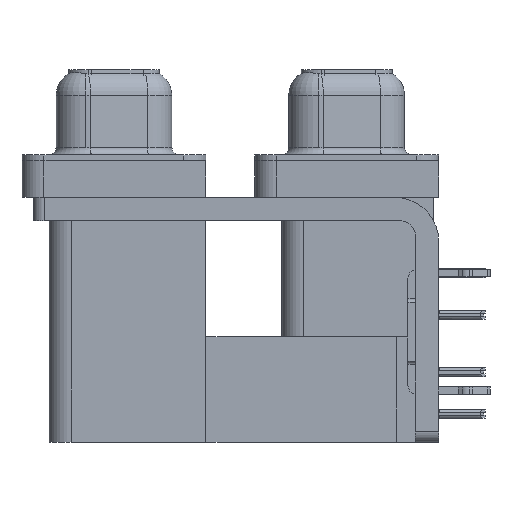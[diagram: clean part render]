
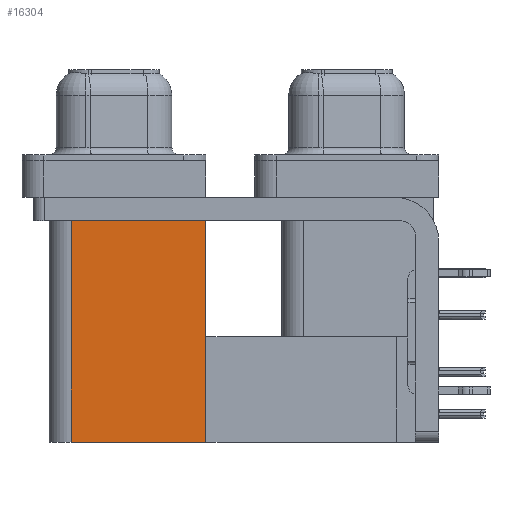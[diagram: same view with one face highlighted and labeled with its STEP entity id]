
A CAD part, left-side view. The second image highlights one B-rep face of the part: STEP entity #16304.
In plain terms, the highlighted planar face has unit normal (-1, 0, 0).
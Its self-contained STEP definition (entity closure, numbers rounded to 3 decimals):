
#345 = VERTEX_POINT ( 'NONE', #44286 ) ;
#3809 = AXIS2_PLACEMENT_3D ( 'NONE', #26975, #4645, #45804 ) ;
#4645 = DIRECTION ( 'NONE',  ( 1., 0., 0. ) ) ;
#6532 = DIRECTION ( 'NONE',  ( 0., 0., 1. ) ) ;
#9139 = VECTOR ( 'NONE', #17647, 1000. ) ;
#9502 = DIRECTION ( 'NONE',  ( 0., 1., 0. ) ) ;
#10197 = ORIENTED_EDGE ( 'NONE', *, *, #18543, .F. ) ;
#10490 = CARTESIAN_POINT ( 'NONE',  ( 3.765, 9.6, -19.2 ) ) ;
#11857 = FACE_OUTER_BOUND ( 'NONE', #37188, .T. ) ;
#12303 = EDGE_CURVE ( 'NONE', #42448, #345, #22335, .T. ) ;
#13054 = CARTESIAN_POINT ( 'NONE',  ( 3.765, 18.8, -19.2 ) ) ;
#15126 = VECTOR ( 'NONE', #9502, 1000. ) ;
#16304 = ADVANCED_FACE ( 'NONE', ( #11857 ), #30700, .F. ) ;
#17647 = DIRECTION ( 'NONE',  ( 0., 1., 0. ) ) ;
#18543 = EDGE_CURVE ( 'NONE', #345, #20029, #31616, .T. ) ;
#18623 = ORIENTED_EDGE ( 'NONE', *, *, #31388, .T. ) ;
#20029 = VERTEX_POINT ( 'NONE', #29306 ) ;
#22335 = LINE ( 'NONE', #36964, #9139 ) ;
#26975 = CARTESIAN_POINT ( 'NONE',  ( 3.765, 9.6, -19.2 ) ) ;
#27722 = ORIENTED_EDGE ( 'NONE', *, *, #12303, .F. ) ;
#29306 = CARTESIAN_POINT ( 'NONE',  ( 3.765, 18.8, -2.5 ) ) ;
#30700 = PLANE ( 'NONE',  #3809 ) ;
#30791 = VERTEX_POINT ( 'NONE', #34425 ) ;
#31388 = EDGE_CURVE ( 'NONE', #30791, #20029, #47435, .T. ) ;
#31616 = LINE ( 'NONE', #13054, #37998 ) ;
#34017 = ORIENTED_EDGE ( 'NONE', *, *, #40003, .T. ) ;
#34425 = CARTESIAN_POINT ( 'NONE',  ( 3.765, 9.6, -2.5 ) ) ;
#35589 = DIRECTION ( 'NONE',  ( 0., 0., 1. ) ) ;
#36316 = LINE ( 'NONE', #10490, #45546 ) ;
#36528 = CARTESIAN_POINT ( 'NONE',  ( 3.765, 9.6, -2.5 ) ) ;
#36964 = CARTESIAN_POINT ( 'NONE',  ( 3.765, 9.6, -19.2 ) ) ;
#37188 = EDGE_LOOP ( 'NONE', ( #18623, #10197, #27722, #34017 ) ) ;
#37998 = VECTOR ( 'NONE', #35589, 1000. ) ;
#40003 = EDGE_CURVE ( 'NONE', #42448, #30791, #36316, .T. ) ;
#42448 = VERTEX_POINT ( 'NONE', #42613 ) ;
#42613 = CARTESIAN_POINT ( 'NONE',  ( 3.765, 9.6, -19.2 ) ) ;
#44286 = CARTESIAN_POINT ( 'NONE',  ( 3.765, 18.8, -19.2 ) ) ;
#45546 = VECTOR ( 'NONE', #6532, 1000. ) ;
#45804 = DIRECTION ( 'NONE',  ( 0., 0., -1. ) ) ;
#47435 = LINE ( 'NONE', #36528, #15126 ) ;
